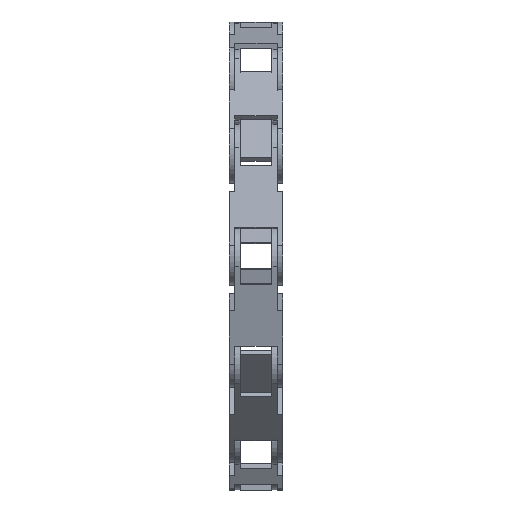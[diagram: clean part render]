
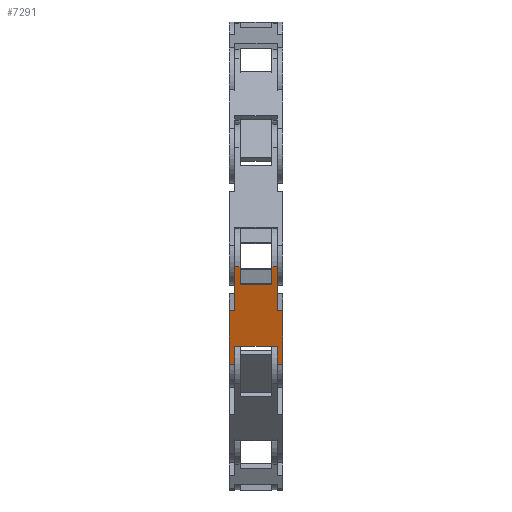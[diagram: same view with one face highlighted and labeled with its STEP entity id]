
A CAD part, left-side view. The second image highlights one B-rep face of the part: STEP entity #7291.
In plain terms, the highlighted planar face has unit normal (-0.965, 0, -0.263).
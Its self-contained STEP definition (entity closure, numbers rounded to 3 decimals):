
#167=PLANE('',#7937);
#506=LINE('',#10998,#1286);
#516=LINE('',#11017,#1296);
#521=LINE('',#11029,#1301);
#526=LINE('',#11043,#1306);
#530=LINE('',#11055,#1310);
#532=LINE('',#11060,#1312);
#534=LINE('',#11064,#1314);
#535=LINE('',#11065,#1315);
#536=LINE('',#11066,#1316);
#537=LINE('',#11068,#1317);
#538=LINE('',#11070,#1318);
#539=LINE('',#11072,#1319);
#540=LINE('',#11074,#1320);
#541=LINE('',#11075,#1321);
#542=LINE('',#11076,#1322);
#543=LINE('',#11077,#1323);
#1286=VECTOR('',#8854,1.);
#1296=VECTOR('',#8868,1.);
#1301=VECTOR('',#8877,1.);
#1306=VECTOR('',#8888,1.);
#1310=VECTOR('',#8900,1.);
#1312=VECTOR('',#8904,1.);
#1314=VECTOR('',#8908,1.);
#1315=VECTOR('',#8909,1.);
#1316=VECTOR('',#8910,1.);
#1317=VECTOR('',#8911,1.);
#1318=VECTOR('',#8912,1.);
#1319=VECTOR('',#8913,1.);
#1320=VECTOR('',#8914,1.);
#1321=VECTOR('',#8915,1.);
#1322=VECTOR('',#8916,1.);
#1323=VECTOR('',#8917,1.);
#2143=FACE_OUTER_BOUND('',#2560,.T.);
#2560=EDGE_LOOP('',(#5395,#5396,#5397,#5398,#5399,#5400,#5401,#5402,#5403,
#5404,#5405,#5406,#5407,#5408,#5409,#5410));
#3370=VERTEX_POINT('',#10995);
#3371=VERTEX_POINT('',#10997);
#3377=VERTEX_POINT('',#11014);
#3378=VERTEX_POINT('',#11016);
#3382=VERTEX_POINT('',#11026);
#3383=VERTEX_POINT('',#11028);
#3388=VERTEX_POINT('',#11040);
#3389=VERTEX_POINT('',#11042);
#3391=VERTEX_POINT('',#11049);
#3393=VERTEX_POINT('',#11053);
#3394=VERTEX_POINT('',#11057);
#3396=VERTEX_POINT('',#11063);
#3397=VERTEX_POINT('',#11067);
#3398=VERTEX_POINT('',#11069);
#3399=VERTEX_POINT('',#11071);
#3400=VERTEX_POINT('',#11073);
#4147=EDGE_CURVE('',#3371,#3370,#506,.T.);
#4157=EDGE_CURVE('',#3378,#3377,#516,.T.);
#4163=EDGE_CURVE('',#3383,#3382,#521,.T.);
#4170=EDGE_CURVE('',#3389,#3388,#526,.T.);
#4175=EDGE_CURVE('',#3391,#3393,#530,.T.);
#4177=EDGE_CURVE('',#3393,#3394,#532,.T.);
#4179=EDGE_CURVE('',#3394,#3396,#534,.T.);
#4180=EDGE_CURVE('',#3378,#3396,#535,.T.);
#4181=EDGE_CURVE('',#3377,#3389,#536,.T.);
#4182=EDGE_CURVE('',#3397,#3388,#537,.T.);
#4183=EDGE_CURVE('',#3397,#3398,#538,.T.);
#4184=EDGE_CURVE('',#3398,#3399,#539,.T.);
#4185=EDGE_CURVE('',#3399,#3400,#540,.T.);
#4186=EDGE_CURVE('',#3400,#3383,#541,.T.);
#4187=EDGE_CURVE('',#3382,#3371,#542,.T.);
#4188=EDGE_CURVE('',#3370,#3391,#543,.T.);
#5395=ORIENTED_EDGE('',*,*,#4175,.T.);
#5396=ORIENTED_EDGE('',*,*,#4177,.T.);
#5397=ORIENTED_EDGE('',*,*,#4179,.T.);
#5398=ORIENTED_EDGE('',*,*,#4180,.F.);
#5399=ORIENTED_EDGE('',*,*,#4157,.T.);
#5400=ORIENTED_EDGE('',*,*,#4181,.T.);
#5401=ORIENTED_EDGE('',*,*,#4170,.T.);
#5402=ORIENTED_EDGE('',*,*,#4182,.F.);
#5403=ORIENTED_EDGE('',*,*,#4183,.T.);
#5404=ORIENTED_EDGE('',*,*,#4184,.T.);
#5405=ORIENTED_EDGE('',*,*,#4185,.T.);
#5406=ORIENTED_EDGE('',*,*,#4186,.T.);
#5407=ORIENTED_EDGE('',*,*,#4163,.T.);
#5408=ORIENTED_EDGE('',*,*,#4187,.T.);
#5409=ORIENTED_EDGE('',*,*,#4147,.T.);
#5410=ORIENTED_EDGE('',*,*,#4188,.T.);
#7291=ADVANCED_FACE('',(#2143),#167,.T.);
#7937=AXIS2_PLACEMENT_3D('',#11062,#8906,#8907);
#8854=DIRECTION('',(-0.263,0.,0.965));
#8868=DIRECTION('',(-0.263,0.,0.965));
#8877=DIRECTION('',(0.263,0.,-0.965));
#8888=DIRECTION('',(0.263,0.,-0.965));
#8900=DIRECTION('',(0.263,0.,-0.965));
#8904=DIRECTION('',(0.,1.,0.));
#8906=DIRECTION('center_axis',(-0.965,0.,-0.263));
#8907=DIRECTION('ref_axis',(-0.263,0.,0.965));
#8908=DIRECTION('',(0.263,0.,-0.965));
#8909=DIRECTION('',(0.,1.,0.));
#8910=DIRECTION('',(0.,-1.,0.));
#8911=DIRECTION('',(0.,1.,0.));
#8912=DIRECTION('',(-0.263,0.,0.965));
#8913=DIRECTION('',(0.,1.,0.));
#8914=DIRECTION('',(-0.263,0.,0.965));
#8915=DIRECTION('',(0.,1.,0.));
#8916=DIRECTION('',(0.,1.,0.));
#8917=DIRECTION('',(0.,1.,0.));
#10995=CARTESIAN_POINT('',(-164.678,6.,35.939));
#10997=CARTESIAN_POINT('',(-163.757,6.,32.562));
#10998=CARTESIAN_POINT('',(-166.257,6.,41.727));
#11014=CARTESIAN_POINT('',(-160.599,7.,20.985));
#11016=CARTESIAN_POINT('',(-159.678,7.,17.608));
#11017=CARTESIAN_POINT('',(-160.599,7.,20.985));
#11026=CARTESIAN_POINT('',(-163.757,0.,32.562));
#11028=CARTESIAN_POINT('',(-164.678,0.,35.939));
#11029=CARTESIAN_POINT('',(-166.257,0.,41.727));
#11040=CARTESIAN_POINT('',(-159.678,-1.,17.608));
#11042=CARTESIAN_POINT('',(-160.599,-1.,20.985));
#11043=CARTESIAN_POINT('',(-160.599,-1.,20.985));
#11049=CARTESIAN_POINT('',(-164.678,7.,35.939));
#11053=CARTESIAN_POINT('',(-162.441,7.,27.738));
#11055=CARTESIAN_POINT('',(-165.599,7.,39.315));
#11057=CARTESIAN_POINT('',(-162.441,8.,27.738));
#11060=CARTESIAN_POINT('',(-162.441,2.75,27.738));
#11062=CARTESIAN_POINT('Origin',(-164.678,-2.,35.939));
#11063=CARTESIAN_POINT('',(-159.678,8.,17.608));
#11064=CARTESIAN_POINT('',(-159.678,8.,17.608));
#11065=CARTESIAN_POINT('',(-159.678,-2.,17.608));
#11066=CARTESIAN_POINT('',(-160.599,0.5,20.985));
#11067=CARTESIAN_POINT('',(-159.678,-2.,17.608));
#11068=CARTESIAN_POINT('',(-159.678,-2.,17.608));
#11069=CARTESIAN_POINT('',(-162.441,-2.,27.738));
#11070=CARTESIAN_POINT('',(-159.678,-2.,17.608));
#11071=CARTESIAN_POINT('',(-162.441,-1.,27.738));
#11072=CARTESIAN_POINT('',(-162.441,-1.75,27.738));
#11073=CARTESIAN_POINT('',(-164.678,-1.,35.939));
#11074=CARTESIAN_POINT('',(-165.599,-1.,39.315));
#11075=CARTESIAN_POINT('',(-164.678,-2.,35.939));
#11076=CARTESIAN_POINT('',(-163.757,0.5,32.562));
#11077=CARTESIAN_POINT('',(-164.678,-2.,35.939));
